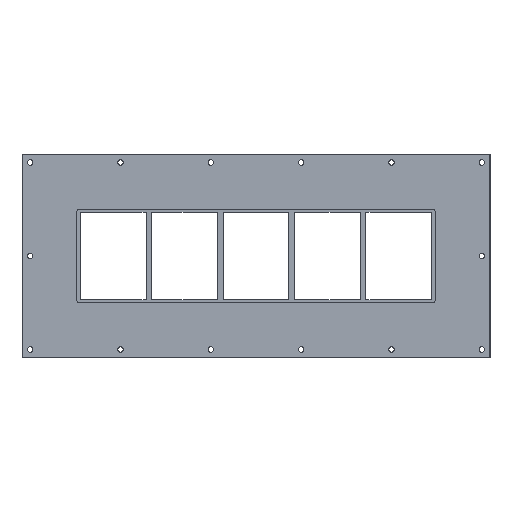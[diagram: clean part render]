
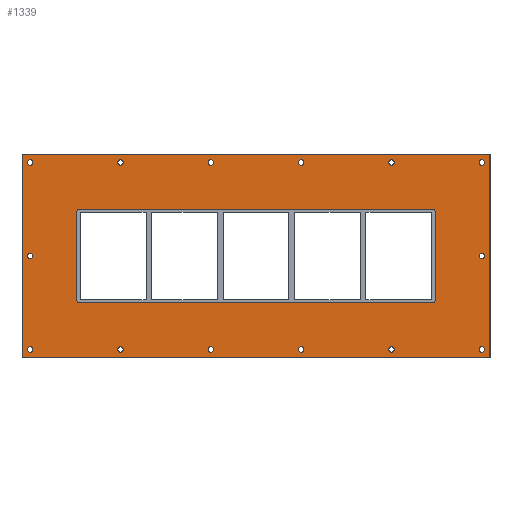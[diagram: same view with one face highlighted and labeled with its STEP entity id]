
A CAD part, front view. The second image highlights one B-rep face of the part: STEP entity #1339.
In plain terms, the highlighted planar face has unit normal (0, -1, 0).
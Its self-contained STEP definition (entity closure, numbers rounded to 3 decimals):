
#84=CARTESIAN_POINT('',(-407.25,0.0,-170.75));
#85=VERTEX_POINT('',#84);
#86=CARTESIAN_POINT('',(-412.25,0.0,-170.75));
#87=DIRECTION('',(0.0,1.0,0.0));
#88=DIRECTION('',(1.0,0.0,0.0));
#89=AXIS2_PLACEMENT_3D('',#86,#87,#88);
#90=CIRCLE('',#89,5.0);
#91=EDGE_CURVE('',#85,#85,#90,.T.);
#112=CARTESIAN_POINT('',(417.25,0.0,0.05));
#113=VERTEX_POINT('',#112);
#114=CARTESIAN_POINT('',(412.25,0.0,0.05));
#115=DIRECTION('',(0.0,1.0,0.0));
#116=DIRECTION('',(1.0,0.0,0.0));
#117=AXIS2_PLACEMENT_3D('',#114,#115,#116);
#118=CIRCLE('',#117,5.0);
#119=EDGE_CURVE('',#113,#113,#118,.T.);
#140=CARTESIAN_POINT('',(-407.25,0.0,0.05));
#141=VERTEX_POINT('',#140);
#142=CARTESIAN_POINT('',(-412.25,0.0,0.05));
#143=DIRECTION('',(0.0,1.0,0.0));
#144=DIRECTION('',(1.0,0.0,0.0));
#145=AXIS2_PLACEMENT_3D('',#142,#143,#144);
#146=CIRCLE('',#145,5.0);
#147=EDGE_CURVE('',#141,#141,#146,.T.);
#168=CARTESIAN_POINT('',(-242.35,0.0,170.85));
#169=VERTEX_POINT('',#168);
#170=CARTESIAN_POINT('',(-247.35,0.0,170.85));
#171=DIRECTION('',(0.0,1.0,0.0));
#172=DIRECTION('',(1.0,0.0,0.0));
#173=AXIS2_PLACEMENT_3D('',#170,#171,#172);
#174=CIRCLE('',#173,5.0);
#175=EDGE_CURVE('',#169,#169,#174,.T.);
#196=CARTESIAN_POINT('',(-242.35,0.0,-170.75));
#197=VERTEX_POINT('',#196);
#198=CARTESIAN_POINT('',(-247.35,0.0,-170.75));
#199=DIRECTION('',(0.0,1.0,0.0));
#200=DIRECTION('',(1.0,0.0,0.0));
#201=AXIS2_PLACEMENT_3D('',#198,#199,#200);
#202=CIRCLE('',#201,5.0);
#203=EDGE_CURVE('',#197,#197,#202,.T.);
#224=CARTESIAN_POINT('',(-77.45,0.0,170.85));
#225=VERTEX_POINT('',#224);
#226=CARTESIAN_POINT('',(-82.45,0.0,170.85));
#227=DIRECTION('',(0.0,1.0,0.0));
#228=DIRECTION('',(1.0,0.0,0.0));
#229=AXIS2_PLACEMENT_3D('',#226,#227,#228);
#230=CIRCLE('',#229,5.0);
#231=EDGE_CURVE('',#225,#225,#230,.T.);
#252=CARTESIAN_POINT('',(-77.45,0.0,-170.75));
#253=VERTEX_POINT('',#252);
#254=CARTESIAN_POINT('',(-82.45,0.0,-170.75));
#255=DIRECTION('',(0.0,1.0,0.0));
#256=DIRECTION('',(1.0,0.0,0.0));
#257=AXIS2_PLACEMENT_3D('',#254,#255,#256);
#258=CIRCLE('',#257,5.0);
#259=EDGE_CURVE('',#253,#253,#258,.T.);
#280=CARTESIAN_POINT('',(87.45,0.0,170.85));
#281=VERTEX_POINT('',#280);
#282=CARTESIAN_POINT('',(82.45,0.0,170.85));
#283=DIRECTION('',(0.0,1.0,0.0));
#284=DIRECTION('',(1.0,0.0,0.0));
#285=AXIS2_PLACEMENT_3D('',#282,#283,#284);
#286=CIRCLE('',#285,5.0);
#287=EDGE_CURVE('',#281,#281,#286,.T.);
#308=CARTESIAN_POINT('',(87.45,0.0,-170.75));
#309=VERTEX_POINT('',#308);
#310=CARTESIAN_POINT('',(82.45,0.0,-170.75));
#311=DIRECTION('',(0.0,1.0,0.0));
#312=DIRECTION('',(1.0,0.0,0.0));
#313=AXIS2_PLACEMENT_3D('',#310,#311,#312);
#314=CIRCLE('',#313,5.0);
#315=EDGE_CURVE('',#309,#309,#314,.T.);
#336=CARTESIAN_POINT('',(252.35,0.0,170.85));
#337=VERTEX_POINT('',#336);
#338=CARTESIAN_POINT('',(247.35,0.0,170.85));
#339=DIRECTION('',(0.0,1.0,0.0));
#340=DIRECTION('',(1.0,0.0,0.0));
#341=AXIS2_PLACEMENT_3D('',#338,#339,#340);
#342=CIRCLE('',#341,5.0);
#343=EDGE_CURVE('',#337,#337,#342,.T.);
#364=CARTESIAN_POINT('',(252.35,0.0,-170.75));
#365=VERTEX_POINT('',#364);
#366=CARTESIAN_POINT('',(247.35,0.0,-170.75));
#367=DIRECTION('',(0.0,1.0,0.0));
#368=DIRECTION('',(1.0,0.0,0.0));
#369=AXIS2_PLACEMENT_3D('',#366,#367,#368);
#370=CIRCLE('',#369,5.0);
#371=EDGE_CURVE('',#365,#365,#370,.T.);
#392=CARTESIAN_POINT('',(417.25,0.0,-170.75));
#393=VERTEX_POINT('',#392);
#394=CARTESIAN_POINT('',(412.25,0.0,-170.75));
#395=DIRECTION('',(0.0,1.0,0.0));
#396=DIRECTION('',(1.0,0.0,0.0));
#397=AXIS2_PLACEMENT_3D('',#394,#395,#396);
#398=CIRCLE('',#397,5.0);
#399=EDGE_CURVE('',#393,#393,#398,.T.);
#420=CARTESIAN_POINT('',(-407.25,0.0,170.85));
#421=VERTEX_POINT('',#420);
#422=CARTESIAN_POINT('',(-412.25,0.0,170.85));
#423=DIRECTION('',(0.0,1.0,0.0));
#424=DIRECTION('',(1.0,0.0,0.0));
#425=AXIS2_PLACEMENT_3D('',#422,#423,#424);
#426=CIRCLE('',#425,5.0);
#427=EDGE_CURVE('',#421,#421,#426,.T.);
#448=CARTESIAN_POINT('',(417.25,0.0,170.85));
#449=VERTEX_POINT('',#448);
#450=CARTESIAN_POINT('',(412.25,0.0,170.85));
#451=DIRECTION('',(0.0,1.0,0.0));
#452=DIRECTION('',(1.0,0.0,0.0));
#453=AXIS2_PLACEMENT_3D('',#450,#451,#452);
#454=CIRCLE('',#453,5.0);
#455=EDGE_CURVE('',#449,#449,#454,.T.);
#1188=CARTESIAN_POINT('',(0.,0.0,0.0));
#1189=DIRECTION('',(0.0,1.0,0.0));
#1190=DIRECTION('',(0.0,0.0,1.0));
#1191=AXIS2_PLACEMENT_3D('',#1188,#1189,#1190);
#1192=PLANE('',#1191);
#1193=CARTESIAN_POINT('',(-427.25,0.0,185.75));
#1194=VERTEX_POINT('',#1193);
#1195=CARTESIAN_POINT('',(427.25,0.0,185.75));
#1196=VERTEX_POINT('',#1195);
#1197=CARTESIAN_POINT('',(-427.25,0.0,185.75));
#1198=DIRECTION('',(1.0,0.0,0.0));
#1199=VECTOR('',#1198,854.5);
#1200=LINE('',#1197,#1199);
#1201=EDGE_CURVE('',#1194,#1196,#1200,.T.);
#1202=ORIENTED_EDGE('',*,*,#1201,.F.);
#1203=CARTESIAN_POINT('',(-427.25,0.0,-185.75));
#1204=VERTEX_POINT('',#1203);
#1205=CARTESIAN_POINT('',(-427.25,0.0,-185.75));
#1206=DIRECTION('',(0.0,0.0,1.0));
#1207=VECTOR('',#1206,371.5);
#1208=LINE('',#1205,#1207);
#1209=EDGE_CURVE('',#1204,#1194,#1208,.T.);
#1210=ORIENTED_EDGE('',*,*,#1209,.F.);
#1211=CARTESIAN_POINT('',(427.25,0.0,-185.75));
#1212=VERTEX_POINT('',#1211);
#1213=CARTESIAN_POINT('',(427.25,0.0,-185.75));
#1214=DIRECTION('',(-1.0,0.0,0.0));
#1215=VECTOR('',#1214,854.5);
#1216=LINE('',#1213,#1215);
#1217=EDGE_CURVE('',#1212,#1204,#1216,.T.);
#1218=ORIENTED_EDGE('',*,*,#1217,.F.);
#1219=CARTESIAN_POINT('',(427.25,0.0,185.75));
#1220=DIRECTION('',(0.0,0.0,-1.0));
#1221=VECTOR('',#1220,371.5);
#1222=LINE('',#1219,#1221);
#1223=EDGE_CURVE('',#1196,#1212,#1222,.T.);
#1224=ORIENTED_EDGE('',*,*,#1223,.F.);
#1225=EDGE_LOOP('',(#1202,#1210,#1218,#1224));
#1226=FACE_OUTER_BOUND('',#1225,.T.);
#1227=ORIENTED_EDGE('',*,*,#91,.T.);
#1228=EDGE_LOOP('',(#1227));
#1229=FACE_BOUND('',#1228,.T.);
#1230=ORIENTED_EDGE('',*,*,#119,.T.);
#1231=EDGE_LOOP('',(#1230));
#1232=FACE_BOUND('',#1231,.T.);
#1233=ORIENTED_EDGE('',*,*,#147,.T.);
#1234=EDGE_LOOP('',(#1233));
#1235=FACE_BOUND('',#1234,.T.);
#1236=ORIENTED_EDGE('',*,*,#175,.T.);
#1237=EDGE_LOOP('',(#1236));
#1238=FACE_BOUND('',#1237,.T.);
#1239=ORIENTED_EDGE('',*,*,#203,.T.);
#1240=EDGE_LOOP('',(#1239));
#1241=FACE_BOUND('',#1240,.T.);
#1242=ORIENTED_EDGE('',*,*,#231,.T.);
#1243=EDGE_LOOP('',(#1242));
#1244=FACE_BOUND('',#1243,.T.);
#1245=ORIENTED_EDGE('',*,*,#259,.T.);
#1246=EDGE_LOOP('',(#1245));
#1247=FACE_BOUND('',#1246,.T.);
#1248=ORIENTED_EDGE('',*,*,#287,.T.);
#1249=EDGE_LOOP('',(#1248));
#1250=FACE_BOUND('',#1249,.T.);
#1251=ORIENTED_EDGE('',*,*,#315,.T.);
#1252=EDGE_LOOP('',(#1251));
#1253=FACE_BOUND('',#1252,.T.);
#1254=ORIENTED_EDGE('',*,*,#343,.T.);
#1255=EDGE_LOOP('',(#1254));
#1256=FACE_BOUND('',#1255,.T.);
#1257=ORIENTED_EDGE('',*,*,#371,.T.);
#1258=EDGE_LOOP('',(#1257));
#1259=FACE_BOUND('',#1258,.T.);
#1260=ORIENTED_EDGE('',*,*,#399,.T.);
#1261=EDGE_LOOP('',(#1260));
#1262=FACE_BOUND('',#1261,.T.);
#1263=ORIENTED_EDGE('',*,*,#427,.T.);
#1264=EDGE_LOOP('',(#1263));
#1265=FACE_BOUND('',#1264,.T.);
#1266=ORIENTED_EDGE('',*,*,#455,.T.);
#1267=EDGE_LOOP('',(#1266));
#1268=FACE_BOUND('',#1267,.T.);
#1269=CARTESIAN_POINT('',(-327.25,0.0,-79.75));
#1270=VERTEX_POINT('',#1269);
#1271=CARTESIAN_POINT('',(-321.25,0.0,-85.75));
#1272=VERTEX_POINT('',#1271);
#1273=CARTESIAN_POINT('',(-321.25,0.0,-79.75));
#1274=DIRECTION('',(0.0,-1.0,0.0));
#1275=DIRECTION('',(-0.707,0.0,-0.707));
#1276=AXIS2_PLACEMENT_3D('',#1273,#1274,#1275);
#1277=CIRCLE('',#1276,6.);
#1278=EDGE_CURVE('',#1270,#1272,#1277,.T.);
#1279=ORIENTED_EDGE('',*,*,#1278,.F.);
#1280=CARTESIAN_POINT('',(-327.25,0.0,79.75));
#1281=VERTEX_POINT('',#1280);
#1282=CARTESIAN_POINT('',(-327.25,0.0,79.75));
#1283=DIRECTION('',(0.0,0.0,-1.0));
#1284=VECTOR('',#1283,159.5);
#1285=LINE('',#1282,#1284);
#1286=EDGE_CURVE('',#1281,#1270,#1285,.T.);
#1287=ORIENTED_EDGE('',*,*,#1286,.F.);
#1288=CARTESIAN_POINT('',(-321.25,0.0,85.75));
#1289=VERTEX_POINT('',#1288);
#1290=CARTESIAN_POINT('',(-321.25,0.0,79.75));
#1291=DIRECTION('',(0.0,-1.0,0.0));
#1292=DIRECTION('',(-0.707,0.0,0.707));
#1293=AXIS2_PLACEMENT_3D('',#1290,#1291,#1292);
#1294=CIRCLE('',#1293,6.0);
#1295=EDGE_CURVE('',#1289,#1281,#1294,.T.);
#1296=ORIENTED_EDGE('',*,*,#1295,.F.);
#1297=CARTESIAN_POINT('',(321.25,0.0,85.75));
#1298=VERTEX_POINT('',#1297);
#1299=CARTESIAN_POINT('',(321.25,0.0,85.75));
#1300=DIRECTION('',(-1.0,0.0,0.0));
#1301=VECTOR('',#1300,642.5);
#1302=LINE('',#1299,#1301);
#1303=EDGE_CURVE('',#1298,#1289,#1302,.T.);
#1304=ORIENTED_EDGE('',*,*,#1303,.F.);
#1305=CARTESIAN_POINT('',(327.25,0.0,79.75));
#1306=VERTEX_POINT('',#1305);
#1307=CARTESIAN_POINT('',(321.25,0.0,79.75));
#1308=DIRECTION('',(0.0,-1.0,0.0));
#1309=DIRECTION('',(0.707,0.0,0.707));
#1310=AXIS2_PLACEMENT_3D('',#1307,#1308,#1309);
#1311=CIRCLE('',#1310,6.0);
#1312=EDGE_CURVE('',#1306,#1298,#1311,.T.);
#1313=ORIENTED_EDGE('',*,*,#1312,.F.);
#1314=CARTESIAN_POINT('',(327.25,0.0,-79.75));
#1315=VERTEX_POINT('',#1314);
#1316=CARTESIAN_POINT('',(327.25,0.0,-79.75));
#1317=DIRECTION('',(0.0,0.0,1.0));
#1318=VECTOR('',#1317,159.5);
#1319=LINE('',#1316,#1318);
#1320=EDGE_CURVE('',#1315,#1306,#1319,.T.);
#1321=ORIENTED_EDGE('',*,*,#1320,.F.);
#1322=CARTESIAN_POINT('',(321.25,0.0,-85.75));
#1323=VERTEX_POINT('',#1322);
#1324=CARTESIAN_POINT('',(321.25,0.0,-79.75));
#1325=DIRECTION('',(0.0,-1.0,0.0));
#1326=DIRECTION('',(0.707,0.0,-0.707));
#1327=AXIS2_PLACEMENT_3D('',#1324,#1325,#1326);
#1328=CIRCLE('',#1327,6.0);
#1329=EDGE_CURVE('',#1323,#1315,#1328,.T.);
#1330=ORIENTED_EDGE('',*,*,#1329,.F.);
#1331=CARTESIAN_POINT('',(-321.25,0.0,-85.75));
#1332=DIRECTION('',(1.0,0.0,0.0));
#1333=VECTOR('',#1332,642.5);
#1334=LINE('',#1331,#1333);
#1335=EDGE_CURVE('',#1272,#1323,#1334,.T.);
#1336=ORIENTED_EDGE('',*,*,#1335,.F.);
#1337=EDGE_LOOP('',(#1279,#1287,#1296,#1304,#1313,#1321,#1330,#1336));
#1338=FACE_BOUND('',#1337,.T.);
#1339=ADVANCED_FACE('',(#1226,#1229,#1232,#1235,#1238,#1241,#1244,#1247,#1250,#1253,#1256,#1259,#1262,#1265,#1268,#1338),#1192,.F.);
